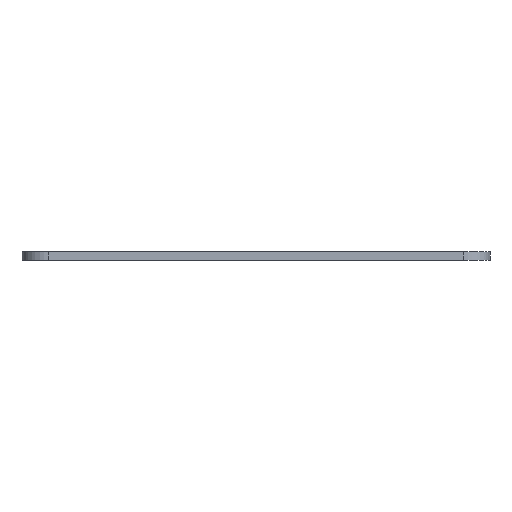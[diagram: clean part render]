
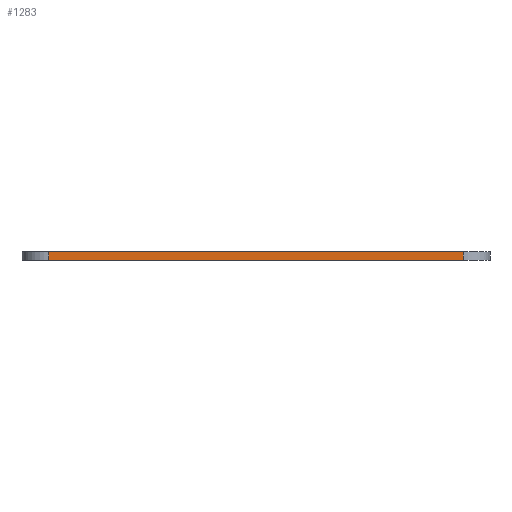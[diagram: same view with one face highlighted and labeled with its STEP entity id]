
A CAD part, left-side view. The second image highlights one B-rep face of the part: STEP entity #1283.
In plain terms, the highlighted planar face has unit normal (-1, 0, 0).
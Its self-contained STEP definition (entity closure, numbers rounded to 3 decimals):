
#38=PLANE('',#1398);
#75=FACE_OUTER_BOUND('',#151,.T.);
#151=EDGE_LOOP('',(#945,#946,#947,#948));
#227=LINE('',#1899,#355);
#261=LINE('',#2030,#389);
#262=LINE('',#2033,#390);
#263=LINE('',#2034,#391);
#355=VECTOR('',#1507,10.);
#389=VECTOR('',#1611,10.);
#390=VECTOR('',#1614,10.);
#391=VECTOR('',#1615,10.);
#548=VERTEX_POINT('',#1896);
#549=VERTEX_POINT('',#1898);
#610=VERTEX_POINT('',#2026);
#612=VERTEX_POINT('',#2032);
#678=EDGE_CURVE('',#548,#549,#227,.T.);
#744=EDGE_CURVE('',#549,#610,#261,.T.);
#745=EDGE_CURVE('',#612,#548,#262,.T.);
#746=EDGE_CURVE('',#610,#612,#263,.T.);
#945=ORIENTED_EDGE('',*,*,#744,.F.);
#946=ORIENTED_EDGE('',*,*,#678,.F.);
#947=ORIENTED_EDGE('',*,*,#745,.F.);
#948=ORIENTED_EDGE('',*,*,#746,.F.);
#1283=ADVANCED_FACE('',(#75),#38,.T.);
#1398=AXIS2_PLACEMENT_3D('',#2031,#1612,#1613);
#1507=DIRECTION('',(0.,1.,0.));
#1611=DIRECTION('',(0.,0.,1.));
#1612=DIRECTION('center_axis',(-1.,0.,0.));
#1613=DIRECTION('ref_axis',(0.,-1.,0.));
#1614=DIRECTION('',(0.,0.,-1.));
#1615=DIRECTION('',(0.,-1.,0.));
#1896=CARTESIAN_POINT('',(-11.54,-47.221,0.));
#1898=CARTESIAN_POINT('',(-11.54,30.279,0.));
#1899=CARTESIAN_POINT('',(-11.54,-52.221,0.));
#2026=CARTESIAN_POINT('',(-11.54,30.279,1.5));
#2030=CARTESIAN_POINT('',(-11.54,30.279,0.));
#2031=CARTESIAN_POINT('Origin',(-11.54,35.279,0.));
#2032=CARTESIAN_POINT('',(-11.54,-47.221,1.5));
#2033=CARTESIAN_POINT('',(-11.54,-47.221,0.));
#2034=CARTESIAN_POINT('',(-11.54,-52.221,1.5));
